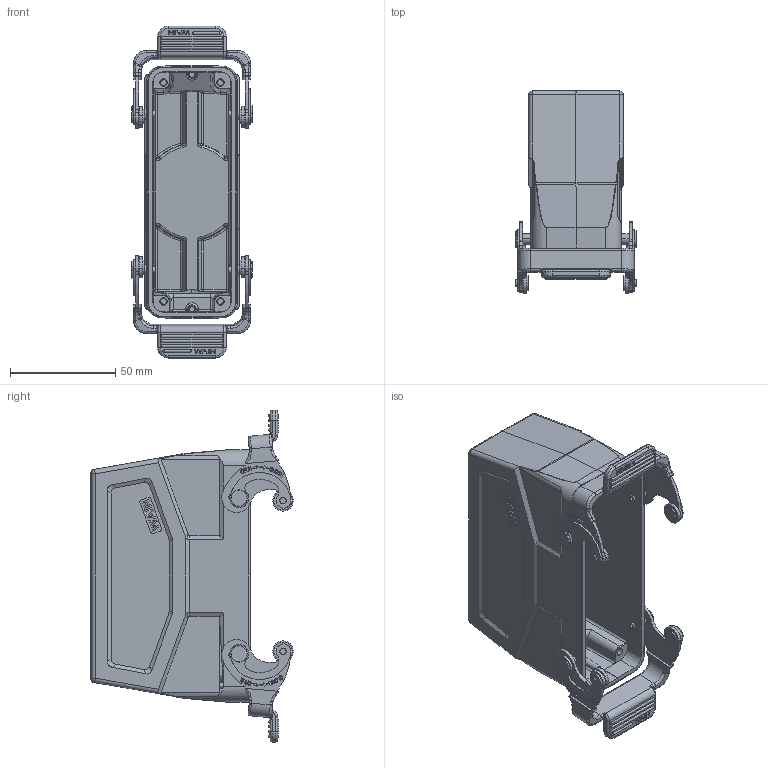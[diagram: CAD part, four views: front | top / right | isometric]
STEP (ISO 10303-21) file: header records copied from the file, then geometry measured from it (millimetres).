
FILE_DESCRIPTION((''),'2;1');
FILE_NAME('PRT0020','2023-12-09T',('p.yu'),(''),'PRO/ENGINEER BY PARAMETRIC TECHNOLOGY CORPORATION, 2012480','PRO/ENGINEER BY PARAMETRIC TECHNOLOGY CORPORATION, 2012480','');
FILE_SCHEMA(('CONFIG_CONTROL_DESIGN'));
Products named in the file (1): PRT0020
Bounding box: 57.5 x 96.3 x 157.8 mm (x, y, z)
Volume: 109181.9 mm3; surface area: 65185.9 mm2
Topology: 1 solids, 1 shells, 1689 faces, 4533 edges, 2978 vertices
Faces by surface type: plane 808, cylinder 406, extrusion 154, bspline 130, torus 80, cone 56, sphere 55
Entity records: 61121 total; most frequent: CARTESIAN_POINT 19846, ORIENTED_EDGE 9000, DIRECTION 7834, EDGE_CURVE 4500, VERTEX_POINT 2978, AXIS2_PLACEMENT_3D 2615, VECTOR 2604, LINE 2450
